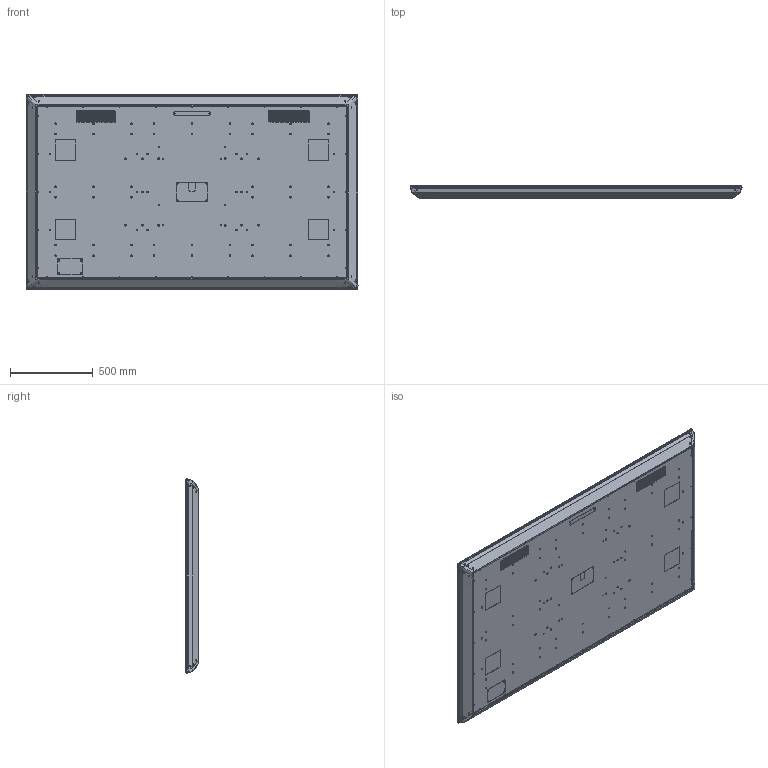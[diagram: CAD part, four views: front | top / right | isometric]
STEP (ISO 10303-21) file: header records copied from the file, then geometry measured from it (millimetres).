
FILE_DESCRIPTION (( 'STEP AP214' ), '1' );
FILE_NAME ('86 Presenter.STEP', '2020-09-14T16:07:19', ( '' ), ( '' ), 'SwSTEP 2.0', 'SolidWorks 2019', '' );
FILE_SCHEMA (( 'AUTOMOTIVE_DESIGN' ));
Length unit declared in the file: inch
Products named in the file (3): 86 Presenter
Assembly tree (1 placements, depth 2):
  86 Presenter
  86 Presenter
    86 Presenter
Bounding box: 2003.35 x 76.16 x 1174.35 mm (x, y, z)
Volume: 164036942.9 mm3; surface area: 5135299.7 mm2
Topology: 1 solids, 1 shells, 4746 faces, 11901 edges, 7829 vertices
Faces by surface type: plane 3806, bspline 392, cylinder 372, cone 176
Entity records: 224717 total; most frequent: CARTESIAN_POINT 113484, ORIENTED_EDGE 23802, DIRECTION 20336, EDGE_CURVE 11901, LINE 9930, VECTOR 9930, VERTEX_POINT 7829, EDGE_LOOP 5418
